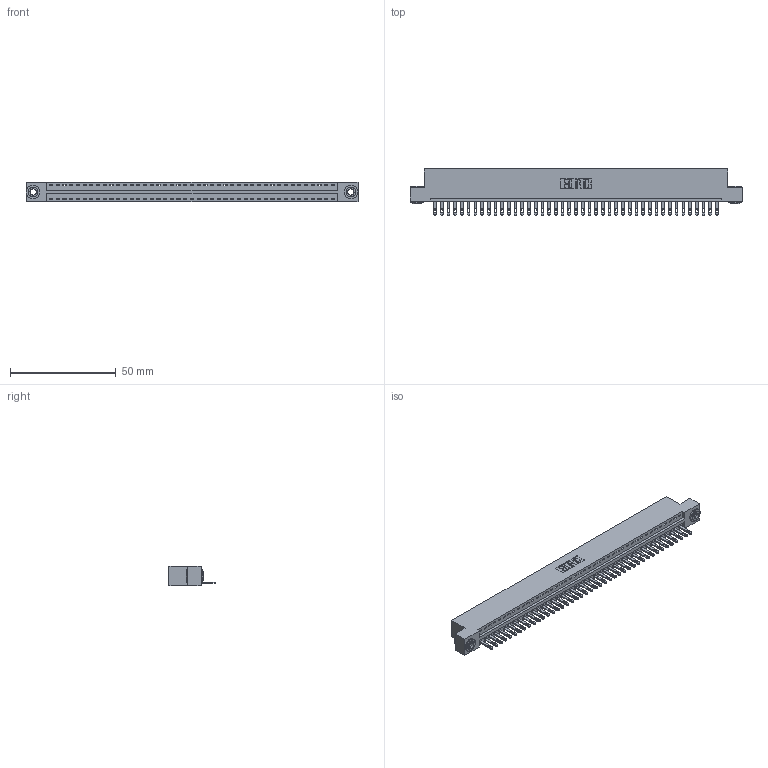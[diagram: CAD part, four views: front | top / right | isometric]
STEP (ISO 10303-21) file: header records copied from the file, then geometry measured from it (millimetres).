
FILE_DESCRIPTION (( 'STEP AP203' ), '1' );
FILE_NAME ('346-043-500-103.STEP', '2022-05-09T15:07:27', ( '' ), ( '' ), 'SwSTEP 2.0', 'SolidWorks 2020', '' );
FILE_SCHEMA (( 'CONFIG_CONTROL_DESIGN' ));
Length unit declared in the file: inch
Products named in the file (4): 346 Part_Flush Mounting Lugs - 0.156 Dia-TH; 346-043-500-103; 345-250-002_345-250-002-102; 345-292-001_345-293-100
Assembly tree (46 placements, depth 2):
  346-043-500-103
    346 Part_Flush Mounting Lugs - 0.156 Dia-TH
    345-292-001_345-293-100  x43
    345-250-002_345-250-002-102  x2
Bounding box: 157.1 x 21.84 x 9.4 mm (x, y, z)
Volume: 15072.7 mm3; surface area: 19201.3 mm2
Topology: 46 solids, 46 shells, 2496 faces, 7665 edges, 5106 vertices
Faces by surface type: plane 1562, cylinder 926, cone 8
Entity records: 27548 total; most frequent: CARTESIAN_POINT 4702, ORIENTED_EDGE 4670, DIRECTION 4179, EDGE_CURVE 2335, LINE 2003, VECTOR 2003, VERTEX_POINT 1554, AXIS2_PLACEMENT_3D 1088
